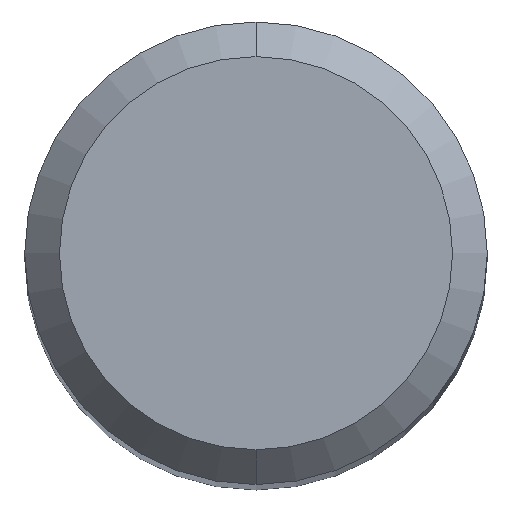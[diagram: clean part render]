
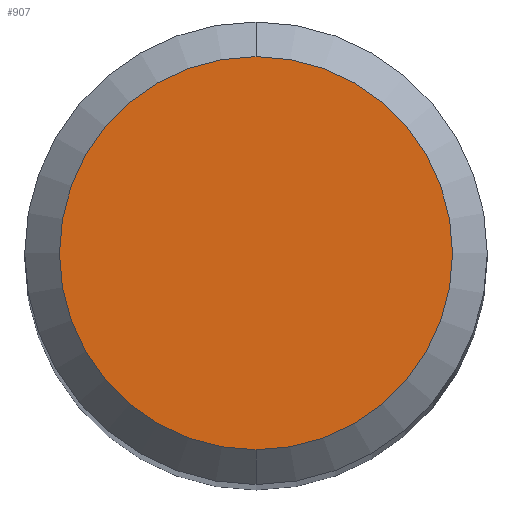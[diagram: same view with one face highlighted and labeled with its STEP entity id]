
A CAD part, top view. The second image highlights one B-rep face of the part: STEP entity #907.
In plain terms, the highlighted planar face has unit normal (0, 0, 1).
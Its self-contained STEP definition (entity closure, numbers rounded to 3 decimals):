
#385=VERTEX_POINT('',#1100);
#439=EDGE_CURVE('',#979,#385,#1158,.T.);
#657=EDGE_CURVE('',#385,#979,#1403,.T.);
#907=ADVANCED_FACE('',(#1673),#1674,.T.);
#979=VERTEX_POINT('',#1751);
#1100=CARTESIAN_POINT('',(0.0,1.7,0.0));
#1158=CIRCLE('',#2007,1.7);
#1403=CIRCLE('',#2802,1.7);
#1673=FACE_OUTER_BOUND('',#3633,.T.);
#1674=PLANE('',#3634);
#1751=CARTESIAN_POINT('',(0.,-1.7,0.0));
#2007=AXIS2_PLACEMENT_3D('',#4345,#4346,#4347);
#2802=AXIS2_PLACEMENT_3D('',#4661,#4662,#4663);
#3633=EDGE_LOOP('',(#4977,#4978));
#3634=AXIS2_PLACEMENT_3D('',#4979,#4980,#4981);
#4345=CARTESIAN_POINT('',(0.0,0.0,0.0));
#4346=DIRECTION('',(0.0,0.0,-1.0));
#4347=DIRECTION('',(0.0,1.0,0.0));
#4661=CARTESIAN_POINT('',(0.0,0.0,0.0));
#4662=DIRECTION('',(0.0,0.0,-1.0));
#4663=DIRECTION('',(0.0,1.0,0.0));
#4977=ORIENTED_EDGE('',*,*,#657,.F.);
#4978=ORIENTED_EDGE('',*,*,#439,.F.);
#4979=CARTESIAN_POINT('',(0.0,0.85,0.0));
#4980=DIRECTION('',(-0.0,0.0,1.0));
#4981=DIRECTION('',(0.0,-1.0,0.0));
